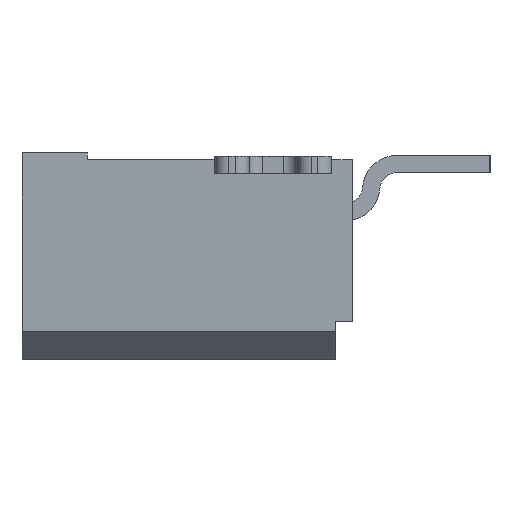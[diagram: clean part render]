
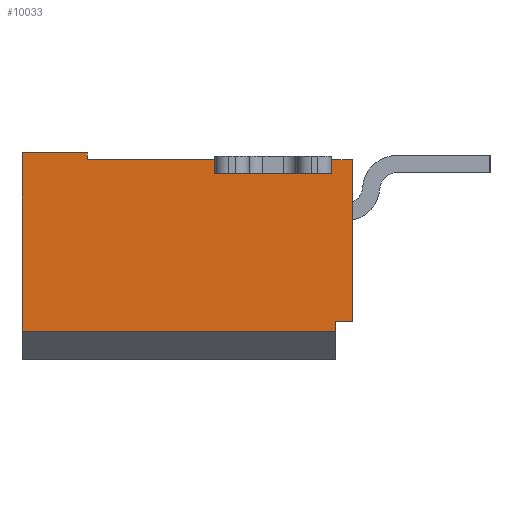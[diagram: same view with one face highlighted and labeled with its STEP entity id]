
A CAD part, left-side view. The second image highlights one B-rep face of the part: STEP entity #10033.
In plain terms, the highlighted planar face has unit normal (-1, 0, 0).
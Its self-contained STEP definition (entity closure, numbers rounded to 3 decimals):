
#188 = ORIENTED_EDGE ( 'NONE', *, *, #12535, .T. ) ;
#213 = CARTESIAN_POINT ( 'NONE',  ( -16.9, 0., -2.6 ) ) ;
#777 = CARTESIAN_POINT ( 'NONE',  ( -16.9, -4.5, -0.1 ) ) ;
#2083 = LINE ( 'NONE', #14556, #32163 ) ;
#2261 = DIRECTION ( 'NONE',  ( 0., 0., 1. ) ) ;
#2292 = EDGE_CURVE ( 'NONE', #29803, #20593, #46846, .T. ) ;
#3272 = LINE ( 'NONE', #25937, #28166 ) ;
#3847 = ORIENTED_EDGE ( 'NONE', *, *, #37056, .F. ) ;
#4258 = VECTOR ( 'NONE', #48894, 1000. ) ;
#4590 = VERTEX_POINT ( 'NONE', #25616 ) ;
#4622 = EDGE_CURVE ( 'NONE', #23405, #5617, #42249, .T. ) ;
#4790 = CARTESIAN_POINT ( 'NONE',  ( -16.9, -4.55, -2.45 ) ) ;
#4964 = CARTESIAN_POINT ( 'NONE',  ( -16.9, 0., -2.6 ) ) ;
#5025 = VECTOR ( 'NONE', #46775, 1000. ) ;
#5104 = CARTESIAN_POINT ( 'NONE',  ( -16.9, -4.55, -2.45 ) ) ;
#5129 = VECTOR ( 'NONE', #31323, 1000. ) ;
#5263 = CARTESIAN_POINT ( 'NONE',  ( -16.9, -2.8, -0.3 ) ) ;
#5617 = VERTEX_POINT ( 'NONE', #33971 ) ;
#6626 = DIRECTION ( 'NONE',  ( 0., 1., 0. ) ) ;
#6755 = EDGE_CURVE ( 'NONE', #35846, #20593, #24518, .T. ) ;
#7500 = LINE ( 'NONE', #46503, #5025 ) ;
#9772 = CARTESIAN_POINT ( 'NONE',  ( -16.9, -4.5, -0.3 ) ) ;
#10033 = ADVANCED_FACE ( 'NONE', ( #26411 ), #22005, .F. ) ;
#11340 = ORIENTED_EDGE ( 'NONE', *, *, #6755, .T. ) ;
#11724 = CARTESIAN_POINT ( 'NONE',  ( -16.9, -4.8, -0.1 ) ) ;
#12535 = EDGE_CURVE ( 'NONE', #18541, #4590, #16259, .T. ) ;
#12817 = DIRECTION ( 'NONE',  ( 0., 0., 1. ) ) ;
#13700 = CARTESIAN_POINT ( 'NONE',  ( -16.9, -4.55, -2.45 ) ) ;
#13717 = EDGE_CURVE ( 'NONE', #29803, #23405, #3272, .T. ) ;
#14556 = CARTESIAN_POINT ( 'NONE',  ( -16.9, -4.8, -0.1 ) ) ;
#15053 = DIRECTION ( 'NONE',  ( 0., -1., 0. ) ) ;
#15347 = VECTOR ( 'NONE', #12817, 1000. ) ;
#15455 = LINE ( 'NONE', #30812, #5129 ) ;
#15926 = EDGE_CURVE ( 'NONE', #19290, #44649, #48109, .T. ) ;
#16259 = LINE ( 'NONE', #4790, #38915 ) ;
#17406 = DIRECTION ( 'NONE',  ( 0., 0., -1. ) ) ;
#17841 = EDGE_CURVE ( 'NONE', #19290, #5617, #28649, .T. ) ;
#18541 = VERTEX_POINT ( 'NONE', #13700 ) ;
#18697 = CARTESIAN_POINT ( 'NONE',  ( -16.9, -0.95, 0. ) ) ;
#19120 = DIRECTION ( 'NONE',  ( 0., 1., 0. ) ) ;
#19290 = VERTEX_POINT ( 'NONE', #213 ) ;
#19763 = AXIS2_PLACEMENT_3D ( 'NONE', #38891, #29802, #19120 ) ;
#19856 = ORIENTED_EDGE ( 'NONE', *, *, #13717, .T. ) ;
#19912 = EDGE_CURVE ( 'NONE', #22898, #49682, #15455, .T. ) ;
#20593 = VERTEX_POINT ( 'NONE', #51185 ) ;
#22005 = PLANE ( 'NONE',  #19763 ) ;
#22305 = VECTOR ( 'NONE', #29027, 1000. ) ;
#22898 = VERTEX_POINT ( 'NONE', #11724 ) ;
#22980 = ORIENTED_EDGE ( 'NONE', *, *, #17841, .F. ) ;
#23405 = VERTEX_POINT ( 'NONE', #18697 ) ;
#24518 = LINE ( 'NONE', #5263, #15347 ) ;
#24613 = LINE ( 'NONE', #5104, #22305 ) ;
#25229 = CARTESIAN_POINT ( 'NONE',  ( -16.9, 0., -2.6 ) ) ;
#25616 = CARTESIAN_POINT ( 'NONE',  ( -16.9, -4.8, -2.45 ) ) ;
#25937 = CARTESIAN_POINT ( 'NONE',  ( -16.9, -0.95, -0.1 ) ) ;
#26411 = FACE_OUTER_BOUND ( 'NONE', #41122, .T. ) ;
#26659 = ORIENTED_EDGE ( 'NONE', *, *, #39303, .T. ) ;
#27274 = ORIENTED_EDGE ( 'NONE', *, *, #27470, .F. ) ;
#27470 = EDGE_CURVE ( 'NONE', #36705, #49682, #28516, .T. ) ;
#28166 = VECTOR ( 'NONE', #2261, 1000. ) ;
#28257 = CARTESIAN_POINT ( 'NONE',  ( -16.9, -2.8, -0.3 ) ) ;
#28516 = LINE ( 'NONE', #9772, #50620 ) ;
#28649 = LINE ( 'NONE', #4964, #4258 ) ;
#28803 = CARTESIAN_POINT ( 'NONE',  ( -16.9, -4.55, -2.6 ) ) ;
#28859 = ORIENTED_EDGE ( 'NONE', *, *, #19912, .T. ) ;
#29027 = DIRECTION ( 'NONE',  ( 0., 0., -1. ) ) ;
#29545 = ORIENTED_EDGE ( 'NONE', *, *, #4622, .T. ) ;
#29802 = DIRECTION ( 'NONE',  ( 1., 0., 0. ) ) ;
#29803 = VERTEX_POINT ( 'NONE', #43930 ) ;
#30812 = CARTESIAN_POINT ( 'NONE',  ( -16.9, -4.8, -0.1 ) ) ;
#31011 = CARTESIAN_POINT ( 'NONE',  ( -16.9, -0.95, -0.1 ) ) ;
#31323 = DIRECTION ( 'NONE',  ( 0., 1., 0. ) ) ;
#31565 = VECTOR ( 'NONE', #36201, 1000. ) ;
#32163 = VECTOR ( 'NONE', #17406, 1000. ) ;
#33373 = VECTOR ( 'NONE', #6626, 1000. ) ;
#33784 = EDGE_CURVE ( 'NONE', #22898, #4590, #2083, .T. ) ;
#33971 = CARTESIAN_POINT ( 'NONE',  ( -16.9, 0., 0. ) ) ;
#35417 = DIRECTION ( 'NONE',  ( 0., -1., 0. ) ) ;
#35499 = ORIENTED_EDGE ( 'NONE', *, *, #15926, .T. ) ;
#35846 = VERTEX_POINT ( 'NONE', #28257 ) ;
#36201 = DIRECTION ( 'NONE',  ( 0., -1., 0. ) ) ;
#36705 = VERTEX_POINT ( 'NONE', #36918 ) ;
#36918 = CARTESIAN_POINT ( 'NONE',  ( -16.9, -4.5, -0.3 ) ) ;
#37056 = EDGE_CURVE ( 'NONE', #18541, #44649, #24613, .T. ) ;
#38384 = CARTESIAN_POINT ( 'NONE',  ( -16.9, -0.95, 0. ) ) ;
#38891 = CARTESIAN_POINT ( 'NONE',  ( -16.9, -2.4, -1.3 ) ) ;
#38915 = VECTOR ( 'NONE', #15053, 1000. ) ;
#39303 = EDGE_CURVE ( 'NONE', #36705, #35846, #7500, .T. ) ;
#41122 = EDGE_LOOP ( 'NONE', ( #19856, #29545, #22980, #35499, #3847, #188, #49237, #28859, #27274, #26659, #11340, #45750 ) ) ;
#42249 = LINE ( 'NONE', #38384, #33373 ) ;
#43930 = CARTESIAN_POINT ( 'NONE',  ( -16.9, -0.95, -0.1 ) ) ;
#44649 = VERTEX_POINT ( 'NONE', #28803 ) ;
#45750 = ORIENTED_EDGE ( 'NONE', *, *, #2292, .F. ) ;
#46503 = CARTESIAN_POINT ( 'NONE',  ( -16.9, -4.5, -0.3 ) ) ;
#46775 = DIRECTION ( 'NONE',  ( 0., 1., 0. ) ) ;
#46846 = LINE ( 'NONE', #31011, #48954 ) ;
#48109 = LINE ( 'NONE', #25229, #31565 ) ;
#48894 = DIRECTION ( 'NONE',  ( 0., 0., 1. ) ) ;
#48954 = VECTOR ( 'NONE', #35417, 1000. ) ;
#49237 = ORIENTED_EDGE ( 'NONE', *, *, #33784, .F. ) ;
#49297 = DIRECTION ( 'NONE',  ( 0., 0., 1. ) ) ;
#49682 = VERTEX_POINT ( 'NONE', #777 ) ;
#50620 = VECTOR ( 'NONE', #49297, 1000. ) ;
#51185 = CARTESIAN_POINT ( 'NONE',  ( -16.9, -2.8, -0.1 ) ) ;
